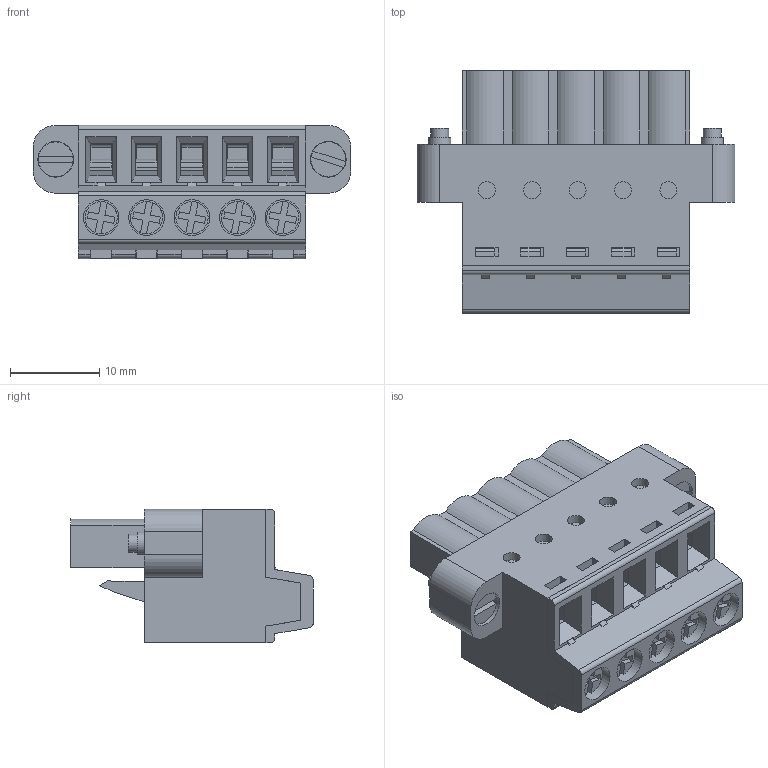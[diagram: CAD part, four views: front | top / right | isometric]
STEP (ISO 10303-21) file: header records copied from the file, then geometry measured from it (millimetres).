
FILE_DESCRIPTION(/* description */ ('Unknown'),/* implementation_level */ '2;1');
FILE_NAME(/* name */ '691374500005B',/* time_stamp */ '2023-01-10T13:41:06+01:00',/* author */ ('Unknown'),/* organization */ ('Unknown'),/* preprocessor_version */ 'ST-DEVELOPER v16.7',/* originating_system */ 'Solid Edge',/* authorisation */ 'Unknown');
FILE_SCHEMA (('AUTOMOTIVE_DESIGN {1 0 10303 214 3 1 1}'));
Length unit declared in the file: millimetre
Products named in the file (8): 6913745000xxB; 691374500005B_COQUE; 691374500005B; 6913745000xxB_MASS; 6913745000xxB_PIN; 6913745000xxB_VIS_2; 6913745000xxB_VIS; 6913745000xxB_CLAPET
Assembly tree (24 placements, depth 2):
  6913745000xxB
    691374500005B_COQUE
    691374500005B
    6913745000xxB_MASS  x5
    6913745000xxB_PIN  x5
    6913745000xxB_VIS_2  x2
    6913745000xxB_VIS  x5
    6913745000xxB_CLAPET  x5
Bounding box: 35.56 x 27.1 x 14.9 mm (x, y, z)
Volume: 5214.2 mm3; surface area: 12475.8 mm2
Topology: 24 solids, 24 shells, 1317 faces, 3612 edges, 2372 vertices
Faces by surface type: plane 1019, cylinder 293, cone 5
Full cylindrical faces by diameter (mm): 1.9 x5, 1.998 x2, 2.003 x5, 2.5 x12, 2.7 x2, 3 x5, 3.1 x5, 3.6 x5, 3.9 x2, 3.99 x5, 4 x2, 4.1 x5
Entity records: 23557 total; most frequent: CARTESIAN_POINT 4039, ORIENTED_EDGE 3944, DIRECTION 3678, EDGE_CURVE 1972, LINE 1756, VECTOR 1756, VERTEX_POINT 1312, AXIS2_PLACEMENT_3D 961
